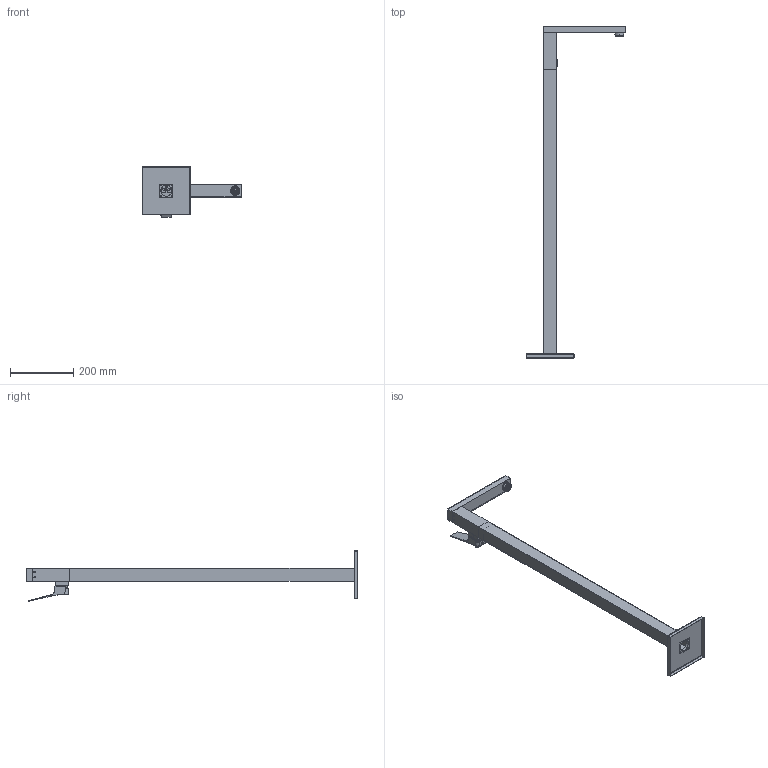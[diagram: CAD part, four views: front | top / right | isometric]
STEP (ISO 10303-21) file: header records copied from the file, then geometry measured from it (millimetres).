
FILE_DESCRIPTION (( 'STEP AP203' ), '1' );
FILE_NAME ('42AP09584.STEP', '2024-01-29T09:46:34', ( '' ), ( '' ), 'SwSTEP 2.0', 'SolidWorks 2021', '' );
FILE_SCHEMA (( 'CONFIG_CONTROL_DESIGN' ));
Length unit declared in the file: millimetre
Products named in the file (1): 42AP09584
Bounding box: 315.5 x 1051.5 x 161.13 mm (x, y, z)
Volume: 571087.2 mm3; surface area: 488442 mm2
Topology: 13 solids, 13 shells, 580 faces, 1500 edges, 962 vertices
Faces by surface type: cylinder 287, plane 212, bspline 58, torus 15, sphere 6, cone 2
Entity records: 28239 total; most frequent: CARTESIAN_POINT 14794, ORIENTED_EDGE 2972, DIRECTION 2556, EDGE_CURVE 1486, VERTEX_POINT 962, AXIS2_PLACEMENT_3D 930, LINE 696, VECTOR 696
